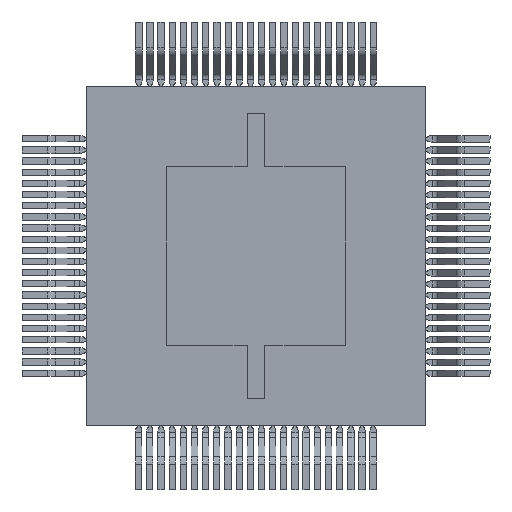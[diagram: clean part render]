
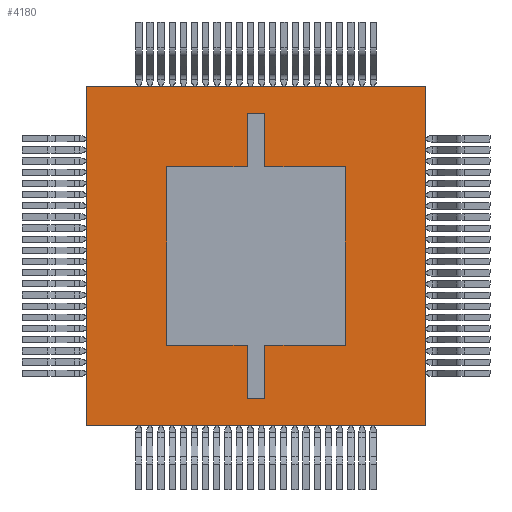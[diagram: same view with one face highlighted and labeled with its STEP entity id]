
A CAD part, left-side view. The second image highlights one B-rep face of the part: STEP entity #4180.
In plain terms, the highlighted planar face has unit normal (-1, 0, 0).
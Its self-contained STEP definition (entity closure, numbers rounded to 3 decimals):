
#4180 = ADVANCED_FACE( '', ( #8028, #8029 ), #8030, .T. );
#8028 = FACE_BOUND( '', #12467, .T. );
#8029 = FACE_OUTER_BOUND( '', #12468, .T. );
#8030 = PLANE( '', #12469 );
#12467 = EDGE_LOOP( '', ( #21436, #21437, #21438, #21439, #21440, #21441, #21442, #21443, #21444, #21445, #21446, #21447 ) );
#12468 = EDGE_LOOP( '', ( #21448, #21449, #21450, #21451 ) );
#12469 = AXIS2_PLACEMENT_3D( '', #21452, #21453, #21454 );
#21436 = ORIENTED_EDGE( '', *, *, #25327, .F. );
#21437 = ORIENTED_EDGE( '', *, *, #24997, .F. );
#21438 = ORIENTED_EDGE( '', *, *, #23032, .F. );
#21439 = ORIENTED_EDGE( '', *, *, #25712, .F. );
#21440 = ORIENTED_EDGE( '', *, *, #24261, .F. );
#21441 = ORIENTED_EDGE( '', *, *, #26035, .F. );
#21442 = ORIENTED_EDGE( '', *, *, #24969, .F. );
#21443 = ORIENTED_EDGE( '', *, *, #24312, .F. );
#21444 = ORIENTED_EDGE( '', *, *, #25499, .F. );
#21445 = ORIENTED_EDGE( '', *, *, #25083, .F. );
#21446 = ORIENTED_EDGE( '', *, *, #25018, .F. );
#21447 = ORIENTED_EDGE( '', *, *, #22881, .F. );
#21448 = ORIENTED_EDGE( '', *, *, #25129, .T. );
#21449 = ORIENTED_EDGE( '', *, *, #23382, .T. );
#21450 = ORIENTED_EDGE( '', *, *, #23670, .T. );
#21451 = ORIENTED_EDGE( '', *, *, #24584, .T. );
#21452 = CARTESIAN_POINT( '', ( -2., 0., 19. ) );
#21453 = DIRECTION( '', ( -1., 0., 0. ) );
#21454 = DIRECTION( '', ( 0., 0., -1. ) );
#22881 = EDGE_CURVE( '', #26803, #26804, #26805, .T. );
#23032 = EDGE_CURVE( '', #27066, #27067, #27068, .T. );
#23382 = EDGE_CURVE( '', #27687, #27685, #27688, .T. );
#23670 = EDGE_CURVE( '', #27685, #28162, #28164, .T. );
#24261 = EDGE_CURVE( '', #29096, #29097, #29098, .T. );
#24312 = EDGE_CURVE( '', #29178, #29179, #29180, .T. );
#24584 = EDGE_CURVE( '', #28162, #29586, #29588, .T. );
#24969 = EDGE_CURVE( '', #29179, #30136, #30137, .T. );
#24997 = EDGE_CURVE( '', #27067, #30176, #30177, .T. );
#25018 = EDGE_CURVE( '', #26804, #30205, #30206, .T. );
#25083 = EDGE_CURVE( '', #30205, #30294, #30295, .T. );
#25129 = EDGE_CURVE( '', #29586, #27687, #30354, .T. );
#25327 = EDGE_CURVE( '', #30176, #26803, #30621, .T. );
#25499 = EDGE_CURVE( '', #30294, #29178, #30840, .T. );
#25712 = EDGE_CURVE( '', #29097, #27066, #31098, .T. );
#26035 = EDGE_CURVE( '', #30136, #29096, #31463, .T. );
#26803 = VERTEX_POINT( '', #32595 );
#26804 = VERTEX_POINT( '', #32596 );
#26805 = LINE( '', #32597, #32598 );
#27066 = VERTEX_POINT( '', #33064 );
#27067 = VERTEX_POINT( '', #33065 );
#27068 = LINE( '', #33066, #33067 );
#27685 = VERTEX_POINT( '', #34026 );
#27687 = VERTEX_POINT( '', #34029 );
#27688 = LINE( '', #34030, #34031 );
#28162 = VERTEX_POINT( '', #34781 );
#28164 = LINE( '', #34784, #34785 );
#29096 = VERTEX_POINT( '', #36244 );
#29097 = VERTEX_POINT( '', #36245 );
#29098 = LINE( '', #36246, #36247 );
#29178 = VERTEX_POINT( '', #36402 );
#29179 = VERTEX_POINT( '', #36403 );
#29180 = LINE( '', #36404, #36405 );
#29586 = VERTEX_POINT( '', #37031 );
#29588 = LINE( '', #37034, #37035 );
#30136 = VERTEX_POINT( '', #37915 );
#30137 = LINE( '', #37916, #37917 );
#30176 = VERTEX_POINT( '', #37974 );
#30177 = LINE( '', #37975, #37976 );
#30205 = VERTEX_POINT( '', #38016 );
#30206 = LINE( '', #38017, #38018 );
#30294 = VERTEX_POINT( '', #38181 );
#30295 = LINE( '', #38182, #38183 );
#30354 = LINE( '', #38268, #38269 );
#30621 = LINE( '', #38730, #38731 );
#30840 = LINE( '', #39092, #39093 );
#31098 = LINE( '', #39558, #39559 );
#31463 = LINE( '', #40175, #40176 );
#32595 = CARTESIAN_POINT( '', ( -2., -14.5, 14.5 ) );
#32596 = CARTESIAN_POINT( '', ( -2., -10., 14.5 ) );
#32597 = CARTESIAN_POINT( '', ( -2., 0., 14.5 ) );
#32598 = VECTOR( '', #40648, 1000. );
#33064 = CARTESIAN_POINT( '', ( -2., -10., 1.5 ) );
#33065 = CARTESIAN_POINT( '', ( -2., -10., 4.5 ) );
#33066 = CARTESIAN_POINT( '', ( -2., -10., 19. ) );
#33067 = VECTOR( '', #40777, 1000. );
#34026 = CARTESIAN_POINT( '', ( -2., -19., 0. ) );
#34029 = CARTESIAN_POINT( '', ( -2., 0., 0. ) );
#34030 = CARTESIAN_POINT( '', ( -2., 0., 0. ) );
#34031 = VECTOR( '', #41093, 1000. );
#34781 = CARTESIAN_POINT( '', ( -2., -19., 19. ) );
#34784 = CARTESIAN_POINT( '', ( -2., -19., 19. ) );
#34785 = VECTOR( '', #41342, 1000. );
#36244 = CARTESIAN_POINT( '', ( -2., -9., 4.5 ) );
#36245 = CARTESIAN_POINT( '', ( -2., -9., 1.5 ) );
#36246 = CARTESIAN_POINT( '', ( -2., -9., 19. ) );
#36247 = VECTOR( '', #41839, 1000. );
#36402 = CARTESIAN_POINT( '', ( -2., -9., 14.5 ) );
#36403 = CARTESIAN_POINT( '', ( -2., -4.5, 14.5 ) );
#36404 = CARTESIAN_POINT( '', ( -2., 0., 14.5 ) );
#36405 = VECTOR( '', #41882, 1000. );
#37031 = CARTESIAN_POINT( '', ( -2., 0., 19. ) );
#37034 = CARTESIAN_POINT( '', ( -2., 0., 19. ) );
#37035 = VECTOR( '', #42123, 1000. );
#37915 = CARTESIAN_POINT( '', ( -2., -4.5, 4.5 ) );
#37916 = CARTESIAN_POINT( '', ( -2., -4.5, 19. ) );
#37917 = VECTOR( '', #42452, 1000. );
#37974 = CARTESIAN_POINT( '', ( -2., -14.5, 4.5 ) );
#37975 = CARTESIAN_POINT( '', ( -2., 0., 4.5 ) );
#37976 = VECTOR( '', #42471, 1000. );
#38016 = CARTESIAN_POINT( '', ( -2., -10., 17.5 ) );
#38017 = CARTESIAN_POINT( '', ( -2., -10., 19. ) );
#38018 = VECTOR( '', #42490, 1000. );
#38181 = CARTESIAN_POINT( '', ( -2., -9., 17.5 ) );
#38182 = CARTESIAN_POINT( '', ( -2., 0., 17.5 ) );
#38183 = VECTOR( '', #42539, 1000. );
#38268 = CARTESIAN_POINT( '', ( -2., 0., 19. ) );
#38269 = VECTOR( '', #42575, 1000. );
#38730 = CARTESIAN_POINT( '', ( -2., -14.5, 19. ) );
#38731 = VECTOR( '', #42737, 1000. );
#39092 = CARTESIAN_POINT( '', ( -2., -9., 19. ) );
#39093 = VECTOR( '', #42881, 1000. );
#39558 = CARTESIAN_POINT( '', ( -2., 0., 1.5 ) );
#39559 = VECTOR( '', #43024, 1000. );
#40175 = CARTESIAN_POINT( '', ( -2., 0., 4.5 ) );
#40176 = VECTOR( '', #43228, 1000. );
#40648 = DIRECTION( '', ( 0., 1., 0. ) );
#40777 = DIRECTION( '', ( 0., 0., 1. ) );
#41093 = DIRECTION( '', ( 0., -1., 0. ) );
#41342 = DIRECTION( '', ( 0., 0., 1. ) );
#41839 = DIRECTION( '', ( 0., 0., -1. ) );
#41882 = DIRECTION( '', ( 0., 1., 0. ) );
#42123 = DIRECTION( '', ( 0., 1., 0. ) );
#42452 = DIRECTION( '', ( 0., 0., -1. ) );
#42471 = DIRECTION( '', ( 0., -1., 0. ) );
#42490 = DIRECTION( '', ( 0., 0., 1. ) );
#42539 = DIRECTION( '', ( 0., 1., 0. ) );
#42575 = DIRECTION( '', ( 0., 0., -1. ) );
#42737 = DIRECTION( '', ( 0., 0., 1. ) );
#42881 = DIRECTION( '', ( 0., 0., -1. ) );
#43024 = DIRECTION( '', ( 0., -1., 0. ) );
#43228 = DIRECTION( '', ( 0., -1., 0. ) );
